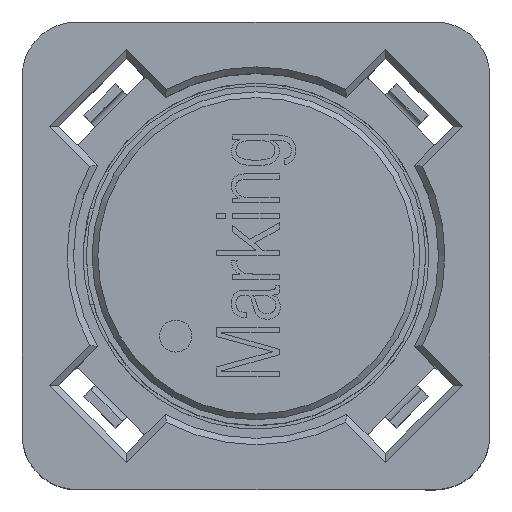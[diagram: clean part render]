
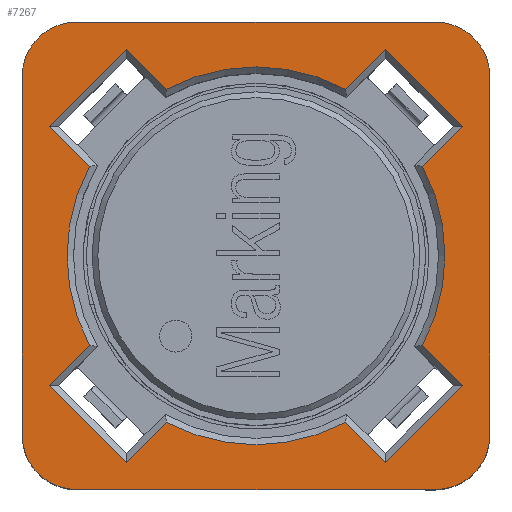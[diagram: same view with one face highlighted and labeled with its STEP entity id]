
A CAD part, top view. The second image highlights one B-rep face of the part: STEP entity #7267.
In plain terms, the highlighted planar face has unit normal (0, 0, 1).
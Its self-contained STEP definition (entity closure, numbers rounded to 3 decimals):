
#373=LINE('',#9863,#989);
#377=LINE('',#9876,#993);
#381=LINE('',#9883,#997);
#382=LINE('',#9888,#998);
#385=LINE('',#9900,#1001);
#389=LINE('',#9907,#1005);
#391=LINE('',#9913,#1007);
#393=LINE('',#9924,#1009);
#395=LINE('',#9930,#1011);
#399=LINE('',#9937,#1015);
#402=LINE('',#9949,#1018);
#404=LINE('',#9952,#1020);
#446=LINE('',#10060,#1062);
#447=LINE('',#10065,#1063);
#448=LINE('',#10069,#1064);
#449=LINE('',#10073,#1065);
#989=VECTOR('',#8370,1000.);
#993=VECTOR('',#8382,1000.);
#997=VECTOR('',#8388,1000.);
#998=VECTOR('',#8393,1000.);
#1001=VECTOR('',#8406,1000.);
#1005=VECTOR('',#8412,1000.);
#1007=VECTOR('',#8418,1000.);
#1009=VECTOR('',#8430,1000.);
#1011=VECTOR('',#8436,1000.);
#1015=VECTOR('',#8442,1000.);
#1018=VECTOR('',#8455,1000.);
#1020=VECTOR('',#8459,1000.);
#1062=VECTOR('',#8555,1000.);
#1063=VECTOR('',#8558,1000.);
#1064=VECTOR('',#8561,1000.);
#1065=VECTOR('',#8564,1000.);
#1986=ORIENTED_EDGE('',*,*,#3281,.T.);
#1987=ORIENTED_EDGE('',*,*,#3282,.T.);
#1988=ORIENTED_EDGE('',*,*,#3283,.T.);
#1989=ORIENTED_EDGE('',*,*,#3284,.T.);
#1990=ORIENTED_EDGE('',*,*,#3285,.T.);
#1991=ORIENTED_EDGE('',*,*,#3286,.T.);
#1992=ORIENTED_EDGE('',*,*,#3287,.T.);
#1993=ORIENTED_EDGE('',*,*,#3288,.T.);
#1994=ORIENTED_EDGE('',*,*,#3177,.F.);
#1995=ORIENTED_EDGE('',*,*,#3180,.T.);
#1996=ORIENTED_EDGE('',*,*,#3186,.T.);
#1997=ORIENTED_EDGE('',*,*,#3192,.T.);
#1998=ORIENTED_EDGE('',*,*,#3195,.F.);
#1999=ORIENTED_EDGE('',*,*,#3198,.T.);
#2000=ORIENTED_EDGE('',*,*,#3210,.T.);
#2001=ORIENTED_EDGE('',*,*,#3213,.T.);
#2002=ORIENTED_EDGE('',*,*,#3219,.F.);
#2003=ORIENTED_EDGE('',*,*,#3225,.T.);
#2004=ORIENTED_EDGE('',*,*,#3223,.T.);
#2005=ORIENTED_EDGE('',*,*,#3217,.T.);
#2006=ORIENTED_EDGE('',*,*,#3208,.F.);
#2007=ORIENTED_EDGE('',*,*,#3205,.T.);
#2008=ORIENTED_EDGE('',*,*,#3202,.T.);
#2009=ORIENTED_EDGE('',*,*,#3190,.T.);
#3177=EDGE_CURVE('',#3857,#3856,#4192,.T.);
#3180=EDGE_CURVE('',#3857,#3859,#373,.T.);
#3186=EDGE_CURVE('',#3859,#3863,#377,.T.);
#3190=EDGE_CURVE('',#3865,#3856,#381,.T.);
#3192=EDGE_CURVE('',#3863,#3867,#382,.T.);
#3195=EDGE_CURVE('',#3869,#3867,#4195,.T.);
#3198=EDGE_CURVE('',#3869,#3871,#385,.T.);
#3202=EDGE_CURVE('',#3873,#3865,#389,.T.);
#3205=EDGE_CURVE('',#3875,#3873,#391,.T.);
#3208=EDGE_CURVE('',#3875,#3877,#4200,.T.);
#3210=EDGE_CURVE('',#3871,#3879,#393,.T.);
#3213=EDGE_CURVE('',#3879,#3881,#395,.T.);
#3217=EDGE_CURVE('',#3883,#3877,#399,.T.);
#3219=EDGE_CURVE('',#3885,#3881,#4203,.T.);
#3223=EDGE_CURVE('',#3887,#3883,#402,.T.);
#3225=EDGE_CURVE('',#3885,#3887,#404,.T.);
#3281=EDGE_CURVE('',#3928,#3929,#446,.T.);
#3282=EDGE_CURVE('',#3929,#3930,#4209,.T.);
#3283=EDGE_CURVE('',#3930,#3931,#447,.T.);
#3284=EDGE_CURVE('',#3931,#3932,#4210,.T.);
#3285=EDGE_CURVE('',#3932,#3933,#448,.T.);
#3286=EDGE_CURVE('',#3933,#3934,#4211,.T.);
#3287=EDGE_CURVE('',#3934,#3935,#449,.T.);
#3288=EDGE_CURVE('',#3935,#3928,#4212,.T.);
#3856=VERTEX_POINT('',#9854);
#3857=VERTEX_POINT('',#9856);
#3859=VERTEX_POINT('',#9862);
#3863=VERTEX_POINT('',#9874);
#3865=VERTEX_POINT('',#9880);
#3867=VERTEX_POINT('',#9886);
#3869=VERTEX_POINT('',#9892);
#3871=VERTEX_POINT('',#9898);
#3873=VERTEX_POINT('',#9904);
#3875=VERTEX_POINT('',#9910);
#3877=VERTEX_POINT('',#9916);
#3879=VERTEX_POINT('',#9922);
#3881=VERTEX_POINT('',#9928);
#3883=VERTEX_POINT('',#9934);
#3885=VERTEX_POINT('',#9940);
#3887=VERTEX_POINT('',#9946);
#3928=VERTEX_POINT('',#10061);
#3929=VERTEX_POINT('',#10062);
#3930=VERTEX_POINT('',#10064);
#3931=VERTEX_POINT('',#10066);
#3932=VERTEX_POINT('',#10068);
#3933=VERTEX_POINT('',#10070);
#3934=VERTEX_POINT('',#10072);
#3935=VERTEX_POINT('',#10074);
#4192=CIRCLE('',#7596,2.95);
#4195=CIRCLE('',#7607,2.95);
#4200=CIRCLE('',#7616,2.95);
#4203=CIRCLE('',#7623,2.95);
#4209=CIRCLE('',#7654,0.85);
#4210=CIRCLE('',#7655,0.85);
#4211=CIRCLE('',#7656,0.85);
#4212=CIRCLE('',#7657,0.85);
#4356=EDGE_LOOP('',(#1986,#1987,#1988,#1989,#1990,#1991,#1992,#1993));
#4357=EDGE_LOOP('',(#1994,#1995,#1996,#1997,#1998,#1999,#2000,#2001,#2002,
#2003,#2004,#2005,#2006,#2007,#2008,#2009));
#4680=FACE_BOUND('',#4356,.T.);
#4681=FACE_BOUND('',#4357,.T.);
#4977=PLANE('',#7653);
#7267=ADVANCED_FACE('',(#4680,#4681),#4977,.T.);
#7596=AXIS2_PLACEMENT_3D('',#9857,#8364,#8365);
#7607=AXIS2_PLACEMENT_3D('',#9894,#8399,#8400);
#7616=AXIS2_PLACEMENT_3D('',#9919,#8425,#8426);
#7623=AXIS2_PLACEMENT_3D('',#9942,#8447,#8448);
#7653=AXIS2_PLACEMENT_3D('',#10059,#8553,#8554);
#7654=AXIS2_PLACEMENT_3D('',#10063,#8556,#8557);
#7655=AXIS2_PLACEMENT_3D('',#10067,#8559,#8560);
#7656=AXIS2_PLACEMENT_3D('',#10071,#8562,#8563);
#7657=AXIS2_PLACEMENT_3D('',#10075,#8565,#8566);
#8364=DIRECTION('',(0.,0.,1.));
#8365=DIRECTION('',(1.,0.,0.));
#8370=DIRECTION('',(-0.707,-0.707,0.));
#8382=DIRECTION('',(-0.707,0.707,0.));
#8388=DIRECTION('',(-0.707,0.707,0.));
#8393=DIRECTION('',(0.707,0.707,0.));
#8399=DIRECTION('',(0.,0.,1.));
#8400=DIRECTION('',(1.,0.,0.));
#8406=DIRECTION('',(-0.707,0.707,0.));
#8412=DIRECTION('',(-0.707,-0.707,0.));
#8418=DIRECTION('',(0.707,-0.707,0.));
#8425=DIRECTION('',(0.,0.,1.));
#8426=DIRECTION('',(1.,0.,0.));
#8430=DIRECTION('',(0.707,0.707,0.));
#8436=DIRECTION('',(0.707,-0.707,0.));
#8442=DIRECTION('',(-0.707,-0.707,0.));
#8447=DIRECTION('',(0.,0.,1.));
#8448=DIRECTION('',(1.,0.,0.));
#8455=DIRECTION('',(0.707,-0.707,0.));
#8459=DIRECTION('',(0.707,0.707,0.));
#8553=DIRECTION('',(0.,0.,1.));
#8554=DIRECTION('',(1.,0.,0.));
#8555=DIRECTION('',(-1.,0.,0.));
#8556=DIRECTION('',(0.,0.,1.));
#8557=DIRECTION('',(1.,0.,0.));
#8558=DIRECTION('',(0.,-1.,0.));
#8559=DIRECTION('',(0.,0.,1.));
#8560=DIRECTION('',(1.,0.,0.));
#8561=DIRECTION('',(1.,0.,0.));
#8562=DIRECTION('',(0.,0.,1.));
#8563=DIRECTION('',(1.,0.,0.));
#8564=DIRECTION('',(0.,1.,0.));
#8565=DIRECTION('',(0.,0.,1.));
#8566=DIRECTION('',(1.,0.,0.));
#9854=CARTESIAN_POINT('',(1.396,-2.599,4.05));
#9856=CARTESIAN_POINT('',(-1.396,-2.599,4.05));
#9857=CARTESIAN_POINT('',(0.,0.,4.05));
#9862=CARTESIAN_POINT('',(-2.022,-3.224,4.05));
#9863=CARTESIAN_POINT('',(0.601,-0.601,4.05));
#9874=CARTESIAN_POINT('',(-3.224,-2.022,4.05));
#9876=CARTESIAN_POINT('',(-2.623,-2.623,4.05));
#9880=CARTESIAN_POINT('',(2.022,-3.224,4.05));
#9883=CARTESIAN_POINT('',(1.343,-2.545,4.05));
#9886=CARTESIAN_POINT('',(-2.599,-1.396,4.05));
#9888=CARTESIAN_POINT('',(-0.601,0.601,4.05));
#9892=CARTESIAN_POINT('',(-2.599,1.396,4.05));
#9894=CARTESIAN_POINT('',(0.,0.,4.05));
#9898=CARTESIAN_POINT('',(-3.224,2.022,4.05));
#9900=CARTESIAN_POINT('',(-3.154,1.951,4.05));
#9904=CARTESIAN_POINT('',(3.224,-2.022,4.05));
#9907=CARTESIAN_POINT('',(2.093,-3.154,4.05));
#9910=CARTESIAN_POINT('',(2.599,-1.396,4.05));
#9913=CARTESIAN_POINT('',(3.154,-1.951,4.05));
#9916=CARTESIAN_POINT('',(2.599,1.396,4.05));
#9919=CARTESIAN_POINT('',(0.,0.,4.05));
#9922=CARTESIAN_POINT('',(-2.022,3.224,4.05));
#9924=CARTESIAN_POINT('',(-2.093,3.154,4.05));
#9928=CARTESIAN_POINT('',(-1.396,2.599,4.05));
#9930=CARTESIAN_POINT('',(-1.343,2.545,4.05));
#9934=CARTESIAN_POINT('',(3.224,2.022,4.05));
#9937=CARTESIAN_POINT('',(0.601,-0.601,4.05));
#9940=CARTESIAN_POINT('',(1.396,2.599,4.05));
#9942=CARTESIAN_POINT('',(0.,0.,4.05));
#9946=CARTESIAN_POINT('',(2.022,3.224,4.05));
#9949=CARTESIAN_POINT('',(2.623,2.623,4.05));
#9952=CARTESIAN_POINT('',(-0.601,0.601,4.05));
#10059=CARTESIAN_POINT('',(0.,0.,4.05));
#10060=CARTESIAN_POINT('',(3.65,3.65,4.05));
#10061=CARTESIAN_POINT('',(2.8,3.65,4.05));
#10062=CARTESIAN_POINT('',(-2.8,3.65,4.05));
#10063=CARTESIAN_POINT('',(-2.8,2.8,4.05));
#10064=CARTESIAN_POINT('',(-3.65,2.8,4.05));
#10065=CARTESIAN_POINT('',(-3.65,3.65,4.05));
#10066=CARTESIAN_POINT('',(-3.65,-2.8,4.05));
#10067=CARTESIAN_POINT('',(-2.8,-2.8,4.05));
#10068=CARTESIAN_POINT('',(-2.8,-3.65,4.05));
#10069=CARTESIAN_POINT('',(-3.65,-3.65,4.05));
#10070=CARTESIAN_POINT('',(2.8,-3.65,4.05));
#10071=CARTESIAN_POINT('',(2.8,-2.8,4.05));
#10072=CARTESIAN_POINT('',(3.65,-2.8,4.05));
#10073=CARTESIAN_POINT('',(3.65,-3.65,4.05));
#10074=CARTESIAN_POINT('',(3.65,2.8,4.05));
#10075=CARTESIAN_POINT('',(2.8,2.8,4.05));
